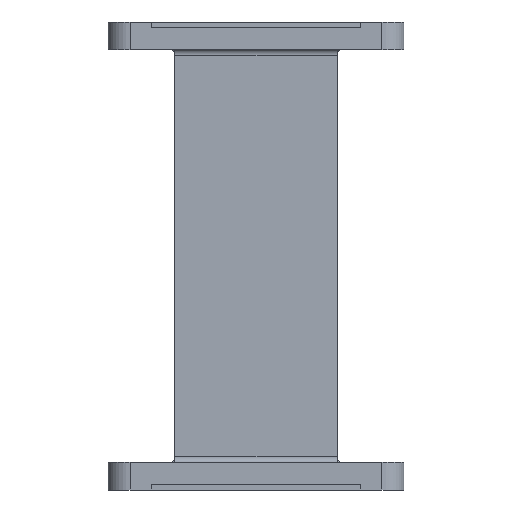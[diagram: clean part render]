
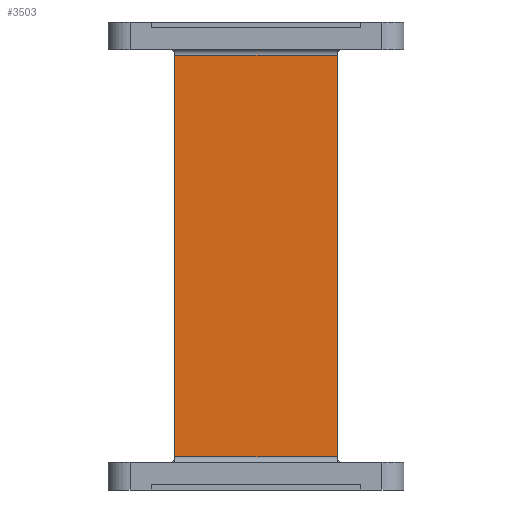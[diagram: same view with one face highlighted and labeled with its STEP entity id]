
A CAD part, front view. The second image highlights one B-rep face of the part: STEP entity #3503.
In plain terms, the highlighted planar face has unit normal (0, -1, 0).
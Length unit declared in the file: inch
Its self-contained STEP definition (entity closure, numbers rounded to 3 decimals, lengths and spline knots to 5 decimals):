
#832 = VECTOR ( 'NONE', #18946, 39.37008 ) ;
#3125 = ORIENTED_EDGE ( 'NONE', *, *, #26778, .T. ) ;
#3367 = DIRECTION ( 'NONE',  ( 0., 1., 0. ) ) ;
#3503 = ADVANCED_FACE ( 'NONE', ( #22535 ), #27522, .F. ) ;
#3744 = EDGE_CURVE ( 'NONE', #12452, #25493, #5357, .T. ) ;
#3751 = DIRECTION ( 'NONE',  ( 0., 0., 1. ) ) ;
#4298 = CARTESIAN_POINT ( 'NONE',  ( -0.736, -0.361, 1.825 ) ) ;
#4526 = ORIENTED_EDGE ( 'NONE', *, *, #3744, .F. ) ;
#5357 = LINE ( 'NONE', #24518, #19815 ) ;
#6262 = DIRECTION ( 'NONE',  ( -1., 0., 0. ) ) ;
#6886 = EDGE_CURVE ( 'NONE', #13326, #16810, #15337, .T. ) ;
#8413 = CARTESIAN_POINT ( 'NONE',  ( -0.736, -0.361, -1.825 ) ) ;
#11282 = EDGE_CURVE ( 'NONE', #16810, #25493, #21254, .T. ) ;
#11547 = LINE ( 'NONE', #4298, #14468 ) ;
#11876 = AXIS2_PLACEMENT_3D ( 'NONE', #25121, #3367, #3751 ) ;
#11922 = CARTESIAN_POINT ( 'NONE',  ( -0.736, -0.361, -1.825 ) ) ;
#12452 = VERTEX_POINT ( 'NONE', #16730 ) ;
#13326 = VERTEX_POINT ( 'NONE', #26806 ) ;
#13701 = DIRECTION ( 'NONE',  ( 1., 0., 0. ) ) ;
#14468 = VECTOR ( 'NONE', #6262, 39.37008 ) ;
#15337 = LINE ( 'NONE', #27958, #832 ) ;
#15565 = ORIENTED_EDGE ( 'NONE', *, *, #11282, .T. ) ;
#15902 = DIRECTION ( 'NONE',  ( 0., 0., -1. ) ) ;
#16377 = EDGE_LOOP ( 'NONE', ( #4526, #3125, #19197, #15565 ) ) ;
#16730 = CARTESIAN_POINT ( 'NONE',  ( 0.736, -0.361, 1.825 ) ) ;
#16810 = VERTEX_POINT ( 'NONE', #8413 ) ;
#18946 = DIRECTION ( 'NONE',  ( 0., 0., -1. ) ) ;
#19197 = ORIENTED_EDGE ( 'NONE', *, *, #6886, .T. ) ;
#19815 = VECTOR ( 'NONE', #15902, 39.37008 ) ;
#21254 = LINE ( 'NONE', #11922, #21938 ) ;
#21938 = VECTOR ( 'NONE', #13701, 39.37008 ) ;
#22535 = FACE_OUTER_BOUND ( 'NONE', #16377, .T. ) ;
#24518 = CARTESIAN_POINT ( 'NONE',  ( 0.736, -0.361, 2.125 ) ) ;
#25121 = CARTESIAN_POINT ( 'NONE',  ( -0.736, -0.361, 2.125 ) ) ;
#25493 = VERTEX_POINT ( 'NONE', #25914 ) ;
#25914 = CARTESIAN_POINT ( 'NONE',  ( 0.736, -0.361, -1.825 ) ) ;
#26778 = EDGE_CURVE ( 'NONE', #12452, #13326, #11547, .T. ) ;
#26806 = CARTESIAN_POINT ( 'NONE',  ( -0.736, -0.361, 1.825 ) ) ;
#27522 = PLANE ( 'NONE',  #11876 ) ;
#27958 = CARTESIAN_POINT ( 'NONE',  ( -0.736, -0.361, 2.125 ) ) ;
